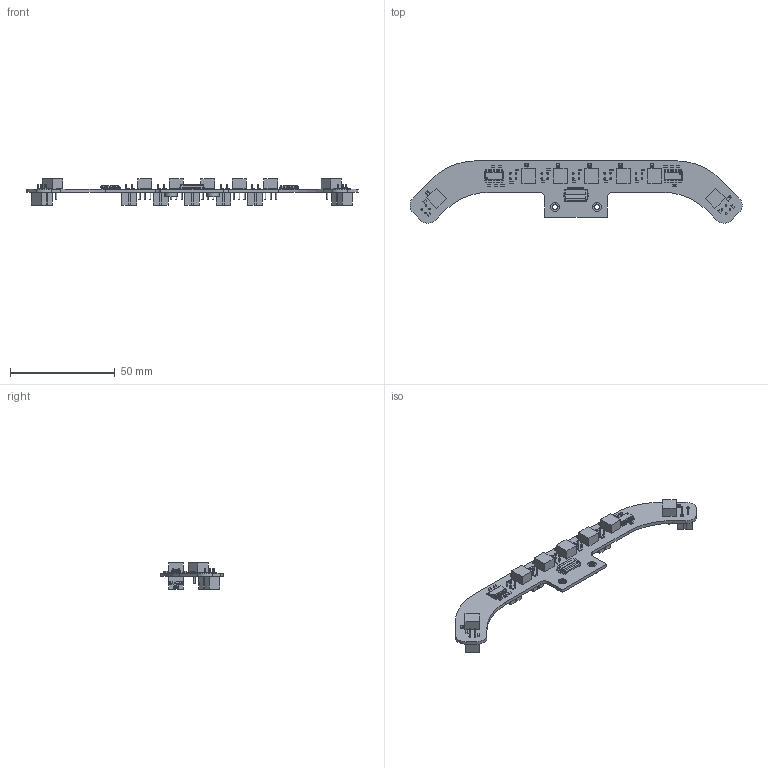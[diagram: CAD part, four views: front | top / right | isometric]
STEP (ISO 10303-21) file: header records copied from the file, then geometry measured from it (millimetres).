
FILE_DESCRIPTION(('KiCad electronic assembly'),'2;1');
FILE_NAME('SensorboardV2.step','2024-11-28T14:35:52',('Pcbnew'),('Kicad' ),'Open CASCADE STEP processor 7.8','KiCad to STEP converter', 'Unknown');
FILE_SCHEMA(('AUTOMOTIVE_DESIGN { 1 0 10303 214 1 1 1 1 }'));
Length unit declared in the file: millimetre
Products named in the file (18): SensorboardV2 1; D_0603_1608Metric; D_0603; R_0603_1608Metric; C_0603_1608Metric; Hirose_FH12-16S-0.5SH_1x16-1MP_P0.50mm_Horizontal; Hirose_FH12_xxS_0_5SH_Parametric_v0_1; SO-14_3.9x8.65mm_P1.27mm; CQ assembly; 3362P-1-222LF; ASSEMBLY; FP_9774020360R_MFG_CMP_208001_000010_1_1 v1; Vishay_CNY70; SensorboardV2_PCB
Assembly tree (65 placements, depth 3):
  SensorboardV2 1
    D_0603_1608Metric  x7
      D_0603
    R_0603_1608Metric  x21
      R_0603_1608Metric
    C_0603_1608Metric  x9
      C_0603_1608Metric
    Hirose_FH12-16S-0.5SH_1x16-1MP_P0.50mm_Horizontal
      Hirose_FH12_xxS_0_5SH_Parametric_v0_1
    SO-14_3.9x8.65mm_P1.27mm  x2
      CQ assembly
    3362P-1-222LF  x7
      ASSEMBLY
    FP_9774020360R_MFG_CMP_208001_000010_1_1 v1  x2
      FP_9774020360R_MFG_CMP_208001_000010_1_1 v1
    Vishay_CNY70  x7
      Vishay_CNY70
    SensorboardV2_PCB
Bounding box: 158.25 x 29.73 x 12.5 mm (x, y, z)
Volume: 8352.5 mm3; surface area: 12267.8 mm2
Topology: 248 solids, 311 shells, 3789 faces, 10278 edges, 7084 vertices
Faces by surface type: plane 2816, cylinder 669, bspline 246, cone 38, torus 20
Full cylindrical faces by diameter (mm): 0.58 x63, 0.6 x4, 0.78 x21, 0.8 x28, 1.8 x14, 2.459 x12, 4.1 x2, 4.2 x2, 6 x2
Entity records: 49447 total; most frequent: CARTESIAN_POINT 9368, ORIENTED_EDGE 7324, DIRECTION 6536, EDGE_CURVE 3731, LINE 2972, VECTOR 2972, VERTEX_POINT 2502, AXIS2_PLACEMENT_3D 1782
